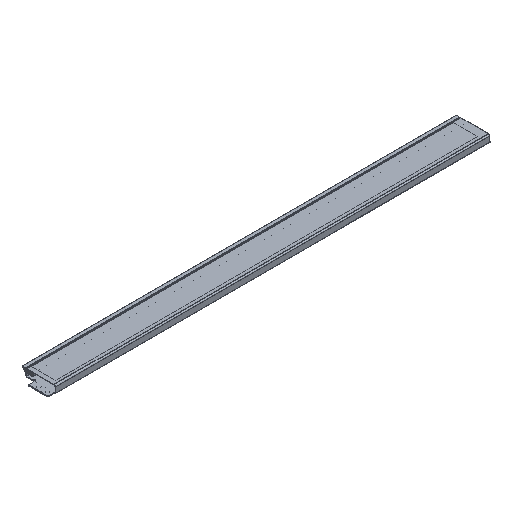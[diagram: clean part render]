
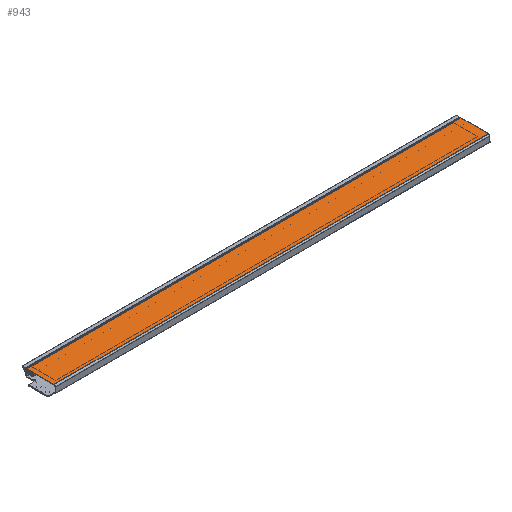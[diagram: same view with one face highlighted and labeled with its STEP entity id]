
A CAD part, isometric view. The second image highlights one B-rep face of the part: STEP entity #943.
In plain terms, the highlighted planar face has unit normal (0, 0, 1).
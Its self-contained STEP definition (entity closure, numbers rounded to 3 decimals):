
#52 = DIRECTION ( 'NONE',  ( 0., 0., -1. ) ) ;
#121 = VERTEX_POINT ( 'NONE', #849 ) ;
#130 = DIRECTION ( 'NONE',  ( -1., 0., 0. ) ) ;
#145 = ORIENTED_EDGE ( 'NONE', *, *, #1982, .T. ) ;
#361 = CARTESIAN_POINT ( 'NONE',  ( -2., 13.4, 0. ) ) ;
#390 = CARTESIAN_POINT ( 'NONE',  ( 197.9, 0., 0. ) ) ;
#416 = EDGE_CURVE ( 'NONE', #1521, #779, #1560, .T. ) ;
#423 = CARTESIAN_POINT ( 'NONE',  ( 197.9, 0.7, 0. ) ) ;
#607 = DIRECTION ( 'NONE',  ( 0., -1., 0. ) ) ;
#773 = DIRECTION ( 'NONE',  ( -1., 0., 0. ) ) ;
#779 = VERTEX_POINT ( 'NONE', #1039 ) ;
#792 = VECTOR ( 'NONE', #607, 1000. ) ;
#801 = DIRECTION ( 'NONE',  ( 0., 1., 0. ) ) ;
#849 = CARTESIAN_POINT ( 'NONE',  ( -2., 0.7, 0. ) ) ;
#905 = EDGE_CURVE ( 'NONE', #121, #1521, #1159, .T. ) ;
#943 = ADVANCED_FACE ( 'NONE', ( #2287 ), #2103, .F. ) ;
#966 = CARTESIAN_POINT ( 'NONE',  ( 0., 0., 0. ) ) ;
#1039 = CARTESIAN_POINT ( 'NONE',  ( 197.9, 13.4, 0. ) ) ;
#1070 = CARTESIAN_POINT ( 'NONE',  ( -2., 0.7, 0. ) ) ;
#1144 = AXIS2_PLACEMENT_3D ( 'NONE', #966, #52, #773 ) ;
#1159 = LINE ( 'NONE', #1070, #1253 ) ;
#1253 = VECTOR ( 'NONE', #1255, 1000. ) ;
#1255 = DIRECTION ( 'NONE',  ( 1., 0., 0. ) ) ;
#1369 = CARTESIAN_POINT ( 'NONE',  ( -2., 0., 0. ) ) ;
#1447 = VERTEX_POINT ( 'NONE', #2199 ) ;
#1521 = VERTEX_POINT ( 'NONE', #423 ) ;
#1546 = ORIENTED_EDGE ( 'NONE', *, *, #2260, .T. ) ;
#1560 = LINE ( 'NONE', #390, #1968 ) ;
#1743 = LINE ( 'NONE', #1369, #792 ) ;
#1747 = VECTOR ( 'NONE', #130, 1000. ) ;
#1827 = LINE ( 'NONE', #361, #1747 ) ;
#1842 = EDGE_LOOP ( 'NONE', ( #2001, #2012, #145, #1546 ) ) ;
#1968 = VECTOR ( 'NONE', #801, 1000. ) ;
#1982 = EDGE_CURVE ( 'NONE', #779, #1447, #1827, .T. ) ;
#2001 = ORIENTED_EDGE ( 'NONE', *, *, #905, .T. ) ;
#2012 = ORIENTED_EDGE ( 'NONE', *, *, #416, .T. ) ;
#2103 = PLANE ( 'NONE',  #1144 ) ;
#2199 = CARTESIAN_POINT ( 'NONE',  ( -2., 13.4, 0. ) ) ;
#2260 = EDGE_CURVE ( 'NONE', #1447, #121, #1743, .T. ) ;
#2287 = FACE_OUTER_BOUND ( 'NONE', #1842, .T. ) ;
